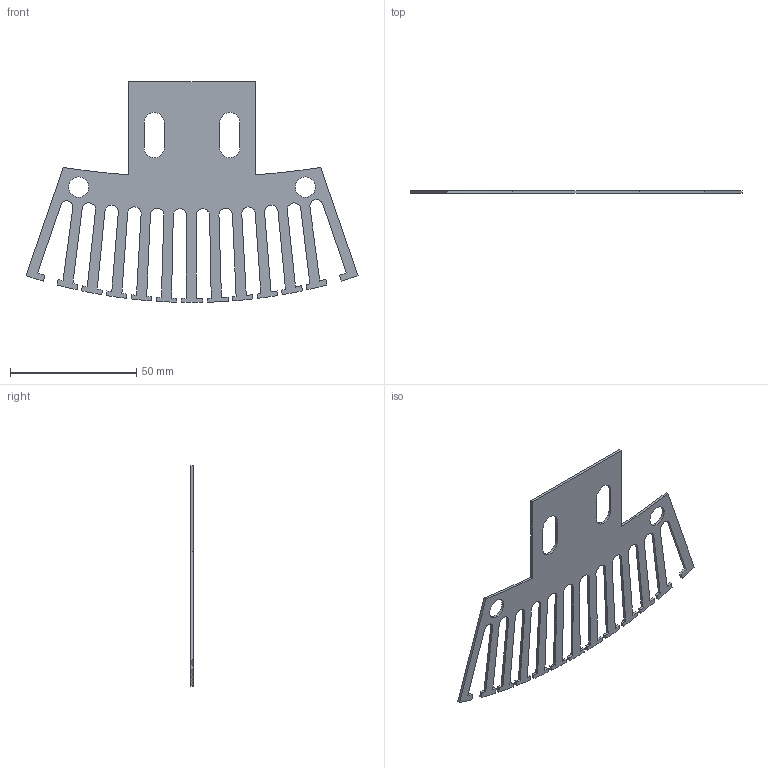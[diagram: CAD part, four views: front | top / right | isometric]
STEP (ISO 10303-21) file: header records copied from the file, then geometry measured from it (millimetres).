
FILE_DESCRIPTION (( 'STEP AP214' ), '1' );
FILE_NAME ('Generator stator sheet, part.STEP', '2022-04-19T16:15:04', ( '' ), ( '' ), 'SwSTEP 2.0', 'SolidWorks 2021', '' );
FILE_SCHEMA (( 'AUTOMOTIVE_DESIGN' ));
Length unit declared in the file: millimetre
Products named in the file (1): Generator stator sheet, part
Bounding box: 131.6 x 1 x 87.58 mm (x, y, z)
Volume: 4785.4 mm3; surface area: 11030 mm2
Topology: 1 solids, 1 shells, 142 faces, 420 edges, 280 vertices
Faces by surface type: plane 80, cylinder 62
Entity records: 4818 total; most frequent: CARTESIAN_POINT 843, ORIENTED_EDGE 840, DIRECTION 830, EDGE_CURVE 420, VECTOR 296, LINE 296, VERTEX_POINT 280, AXIS2_PLACEMENT_3D 267
